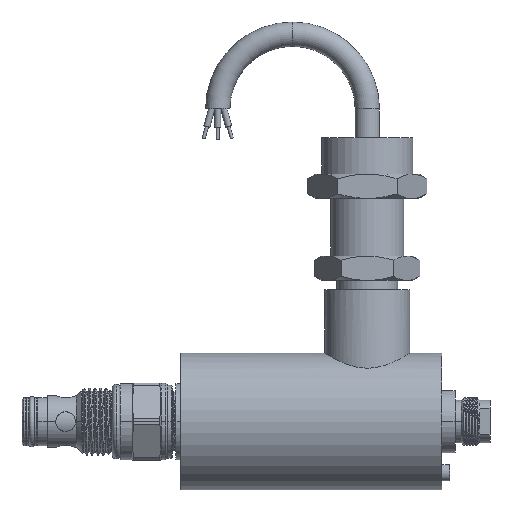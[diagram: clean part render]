
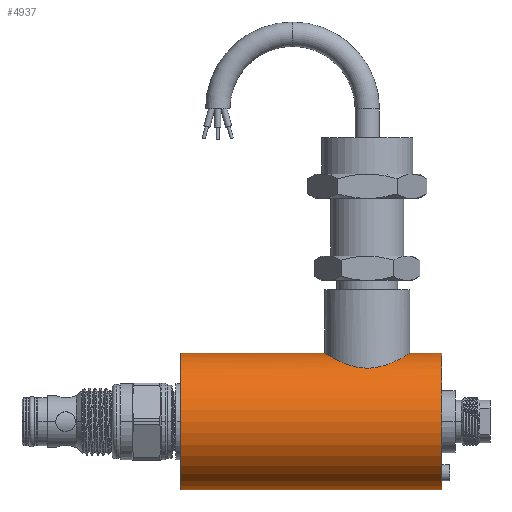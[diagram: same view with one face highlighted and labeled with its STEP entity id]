
A CAD part, front view. The second image highlights one B-rep face of the part: STEP entity #4937.
In plain terms, the highlighted cylindrical face has radius 22.5 mm (diameter 45 mm), a partial arc.
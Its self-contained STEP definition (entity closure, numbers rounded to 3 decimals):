
#48 = ORIENTED_EDGE ( 'NONE', *, *, #2889, .F. ) ;
#551 = CARTESIAN_POINT ( 'NONE',  ( 15.5, 0., 0. ) ) ;
#603 = CARTESIAN_POINT ( 'NONE',  ( 64.487, -6.295, 21.606 ) ) ;
#640 = CARTESIAN_POINT ( 'NONE',  ( 63.024, -0.952, 22.485 ) ) ;
#730 = CARTESIAN_POINT ( 'NONE',  ( 69.94, -12.098, 18.972 ) ) ;
#771 = CARTESIAN_POINT ( 'NONE',  ( 69.557, -11.866, 19.119 ) ) ;
#1050 = VERTEX_POINT ( 'NONE', #4861 ) ;
#1094 = VERTEX_POINT ( 'NONE', #6018 ) ;
#1394 = CIRCLE ( 'NONE', #4194, 22.5 ) ;
#1548 = CARTESIAN_POINT ( 'NONE',  ( 15.5, 0., -22.5 ) ) ;
#1685 = CARTESIAN_POINT ( 'NONE',  ( 90.625, -3.254, 22.268 ) ) ;
#1727 = CARTESIAN_POINT ( 'NONE',  ( 64.925, -7.1, 21.354 ) ) ;
#1777 = CARTESIAN_POINT ( 'NONE',  ( 63.121, -1.898, 22.425 ) ) ;
#1816 = CARTESIAN_POINT ( 'NONE',  ( 86.231, -10.535, 19.884 ) ) ;
#2056 = EDGE_LOOP ( 'NONE', ( #6564, #4079, #4613, #2200, #8902, #48 ) ) ;
#2200 = ORIENTED_EDGE ( 'NONE', *, *, #2927, .F. ) ;
#2292 = AXIS2_PLACEMENT_3D ( 'NONE', #551, #6906, #10505 ) ;
#2294 = DIRECTION ( 'NONE',  ( 0., 0., -1. ) ) ;
#2527 = EDGE_CURVE ( 'NONE', #9552, #1050, #1394, .T. ) ;
#2553 = CARTESIAN_POINT ( 'NONE',  ( 91., 0., 22.5 ) ) ;
#2687 = DIRECTION ( 'NONE',  ( 1., 0., 0. ) ) ;
#2742 = CARTESIAN_POINT ( 'NONE',  ( 63., -0.475, 22.5 ) ) ;
#2785 = CARTESIAN_POINT ( 'NONE',  ( 82.026, -13.075, 18.313 ) ) ;
#2874 = CARTESIAN_POINT ( 'NONE',  ( 77.476, -14., 17.614 ) ) ;
#2889 = EDGE_CURVE ( 'NONE', #1050, #12321, #11428, .T. ) ;
#2922 = CARTESIAN_POINT ( 'NONE',  ( 86.564, -10.233, 20.041 ) ) ;
#2927 = EDGE_CURVE ( 'NONE', #4925, #4353, #12941, .T. ) ;
#3326 = DIRECTION ( 'NONE',  ( -1., 0., 0. ) ) ;
#3374 = CARTESIAN_POINT ( 'NONE',  ( 15.5, 0., -22.5 ) ) ;
#3824 = CARTESIAN_POINT ( 'NONE',  ( 68.458, -11.101, 19.573 ) ) ;
#3908 = CARTESIAN_POINT ( 'NONE',  ( 71.147, -12.726, 18.556 ) ) ;
#3953 = CARTESIAN_POINT ( 'NONE',  ( 90.507, -3.712, 22.196 ) ) ;
#4000 = CARTESIAN_POINT ( 'NONE',  ( 85.185, -11.367, 19.42 ) ) ;
#4079 = ORIENTED_EDGE ( 'NONE', *, *, #9315, .T. ) ;
#4194 = AXIS2_PLACEMENT_3D ( 'NONE', #4488, #3326, #2294 ) ;
#4353 = VERTEX_POINT ( 'NONE', #11271 ) ;
#4488 = CARTESIAN_POINT ( 'NONE',  ( 15.5, 0., 0. ) ) ;
#4613 = ORIENTED_EDGE ( 'NONE', *, *, #11157, .F. ) ;
#4861 = CARTESIAN_POINT ( 'NONE',  ( 15.5, 0., 22.5 ) ) ;
#4863 = CARTESIAN_POINT ( 'NONE',  ( 87.514, -9.288, 20.506 ) ) ;
#4908 = CARTESIAN_POINT ( 'NONE',  ( 91., 0., 22.5 ) ) ;
#4925 = VERTEX_POINT ( 'NONE', #2553 ) ;
#4937 = ADVANCED_FACE ( 'NONE', ( #5043 ), #10903, .T. ) ;
#4951 = CARTESIAN_POINT ( 'NONE',  ( 76.069, -13.977, 17.632 ) ) ;
#5038 = CARTESIAN_POINT ( 'NONE',  ( 63.751, -4.617, 22.038 ) ) ;
#5043 = FACE_OUTER_BOUND ( 'NONE', #2056, .T. ) ;
#5207 = B_SPLINE_CURVE_WITH_KNOTS ( 'NONE', 3,
 ( #4908, #12471, #12388, #1685, #3953, #6063, #6110, #9343, #13539, #5975, #12344, #12431, #4863, #2922, #1816, #10289, #4000, #12510, #5931, #2785, #11343, #10249, #8127, #9301, #13410, #13450, #2874, #7008, #4951, #7188, #9209, #10331, #13582, #3908, #7140, #730, #771, #8214, #3824, #10377, #9165, #11308, #8260, #7053, #1727, #603, #11434, #5038, #6020, #10423, #1777, #640, #2742, #13495 ),
 .UNSPECIFIED., .F., .F.,
 ( 4, 2, 2, 2, 2, 2, 2, 2, 2, 2, 2, 2, 2, 2, 2, 2, 2, 2, 2, 2, 2, 2, 2, 2, 2, 2, 4 ),
 ( 0.045, 0.048, 0.049, 0.051, 0.052, 0.053, 0.056, 0.058, 0.059, 0.062, 0.063, 0.065, 0.066, 0.067, 0.069, 0.07, 0.073, 0.075, 0.076, 0.077, 0.079, 0.082, 0.083, 0.084, 0.087, 0.089, 0.09 ),
 .UNSPECIFIED. ) ;
#5931 = CARTESIAN_POINT ( 'NONE',  ( 83.293, -12.54, 18.687 ) ) ;
#5975 = CARTESIAN_POINT ( 'NONE',  ( 89.08, -7.091, 21.358 ) ) ;
#6018 = CARTESIAN_POINT ( 'NONE',  ( 101.5, 0., -22.5 ) ) ;
#6020 = CARTESIAN_POINT ( 'NONE',  ( 63.476, -3.739, 22.206 ) ) ;
#6063 = CARTESIAN_POINT ( 'NONE',  ( 90.231, -4.6, 22.029 ) ) ;
#6110 = CARTESIAN_POINT ( 'NONE',  ( 90.072, -5.033, 21.934 ) ) ;
#6564 = ORIENTED_EDGE ( 'NONE', *, *, #2527, .F. ) ;
#6849 = CARTESIAN_POINT ( 'NONE',  ( 15.5, 0., 22.5 ) ) ;
#6906 = DIRECTION ( 'NONE',  ( 1., 0., 0. ) ) ;
#7008 = CARTESIAN_POINT ( 'NONE',  ( 76.537, -14., 17.614 ) ) ;
#7053 = CARTESIAN_POINT ( 'NONE',  ( 65.161, -7.487, 21.222 ) ) ;
#7087 = VECTOR ( 'NONE', #2687, 1000. ) ;
#7140 = CARTESIAN_POINT ( 'NONE',  ( 70.734, -12.528, 18.691 ) ) ;
#7188 = CARTESIAN_POINT ( 'NONE',  ( 75.136, -13.883, 17.706 ) ) ;
#7439 = DIRECTION ( 'NONE',  ( 1., 0., 0. ) ) ;
#7467 = EDGE_CURVE ( 'NONE', #4925, #12321, #5207, .T. ) ;
#7819 = CARTESIAN_POINT ( 'NONE',  ( 63., 0., 22.5 ) ) ;
#8127 = CARTESIAN_POINT ( 'NONE',  ( 80.268, -13.621, 17.909 ) ) ;
#8214 = CARTESIAN_POINT ( 'NONE',  ( 68.816, -11.367, 19.419 ) ) ;
#8260 = CARTESIAN_POINT ( 'NONE',  ( 65.918, -8.602, 20.806 ) ) ;
#8357 = DIRECTION ( 'NONE',  ( 0., 0., 1. ) ) ;
#8688 = AXIS2_PLACEMENT_3D ( 'NONE', #13680, #7439, #8357 ) ;
#8902 = ORIENTED_EDGE ( 'NONE', *, *, #7467, .T. ) ;
#9165 = CARTESIAN_POINT ( 'NONE',  ( 67.434, -10.232, 20.042 ) ) ;
#9209 = CARTESIAN_POINT ( 'NONE',  ( 74.669, -13.813, 17.762 ) ) ;
#9301 = CARTESIAN_POINT ( 'NONE',  ( 79.357, -13.808, 17.765 ) ) ;
#9315 = EDGE_CURVE ( 'NONE', #9552, #1094, #9521, .T. ) ;
#9343 = CARTESIAN_POINT ( 'NONE',  ( 89.715, -5.877, 21.723 ) ) ;
#9521 = LINE ( 'NONE', #3374, #11336 ) ;
#9552 = VERTEX_POINT ( 'NONE', #1548 ) ;
#10249 = CARTESIAN_POINT ( 'NONE',  ( 80.715, -13.506, 17.996 ) ) ;
#10289 = CARTESIAN_POINT ( 'NONE',  ( 85.541, -11.101, 19.573 ) ) ;
#10331 = CARTESIAN_POINT ( 'NONE',  ( 73.288, -13.532, 17.978 ) ) ;
#10377 = CARTESIAN_POINT ( 'NONE',  ( 67.768, -10.534, 19.884 ) ) ;
#10423 = CARTESIAN_POINT ( 'NONE',  ( 63.194, -2.367, 22.38 ) ) ;
#10505 = DIRECTION ( 'NONE',  ( 0., 0., 1. ) ) ;
#10903 = CYLINDRICAL_SURFACE ( 'NONE', #2292, 22.5 ) ;
#11157 = EDGE_CURVE ( 'NONE', #4353, #1094, #12655, .T. ) ;
#11248 = DIRECTION ( 'NONE',  ( 1., 0., 0. ) ) ;
#11271 = CARTESIAN_POINT ( 'NONE',  ( 101.5, 0., 22.5 ) ) ;
#11308 = CARTESIAN_POINT ( 'NONE',  ( 66.485, -9.286, 20.506 ) ) ;
#11336 = VECTOR ( 'NONE', #11982, 1000. ) ;
#11343 = CARTESIAN_POINT ( 'NONE',  ( 81.593, -13.233, 18.198 ) ) ;
#11428 = LINE ( 'NONE', #6849, #7087 ) ;
#11434 = CARTESIAN_POINT ( 'NONE',  ( 64.287, -5.881, 21.722 ) ) ;
#11783 = VECTOR ( 'NONE', #11248, 1000. ) ;
#11982 = DIRECTION ( 'NONE',  ( 1., 0., 0. ) ) ;
#12321 = VERTEX_POINT ( 'NONE', #7819 ) ;
#12344 = CARTESIAN_POINT ( 'NONE',  ( 88.842, -7.482, 21.223 ) ) ;
#12388 = CARTESIAN_POINT ( 'NONE',  ( 90.905, -1.876, 22.441 ) ) ;
#12431 = CARTESIAN_POINT ( 'NONE',  ( 88.083, -8.602, 20.806 ) ) ;
#12471 = CARTESIAN_POINT ( 'NONE',  ( 91., -0.944, 22.5 ) ) ;
#12510 = CARTESIAN_POINT ( 'NONE',  ( 84.079, -12.111, 18.971 ) ) ;
#12655 = CIRCLE ( 'NONE', #8688, 22.5 ) ;
#12941 = LINE ( 'NONE', #13350, #11783 ) ;
#13350 = CARTESIAN_POINT ( 'NONE',  ( 15.5, 0., 22.5 ) ) ;
#13410 = CARTESIAN_POINT ( 'NONE',  ( 78.892, -13.88, 17.709 ) ) ;
#13450 = CARTESIAN_POINT ( 'NONE',  ( 77.947, -13.976, 17.633 ) ) ;
#13495 = CARTESIAN_POINT ( 'NONE',  ( 63., 0., 22.5 ) ) ;
#13539 = CARTESIAN_POINT ( 'NONE',  ( 89.516, -6.289, 21.607 ) ) ;
#13582 = CARTESIAN_POINT ( 'NONE',  ( 72.41, -13.258, 18.184 ) ) ;
#13680 = CARTESIAN_POINT ( 'NONE',  ( 101.5, 0., 0. ) ) ;
